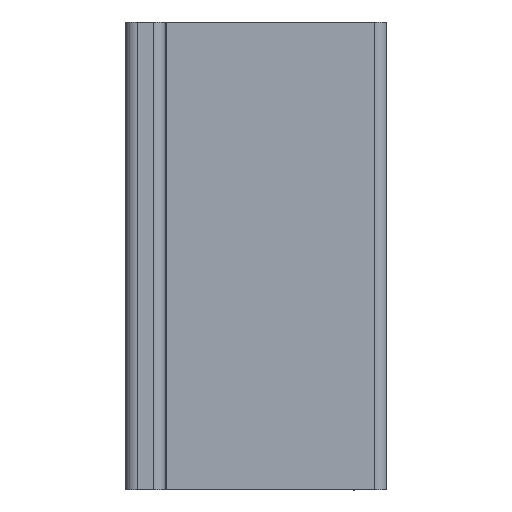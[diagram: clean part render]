
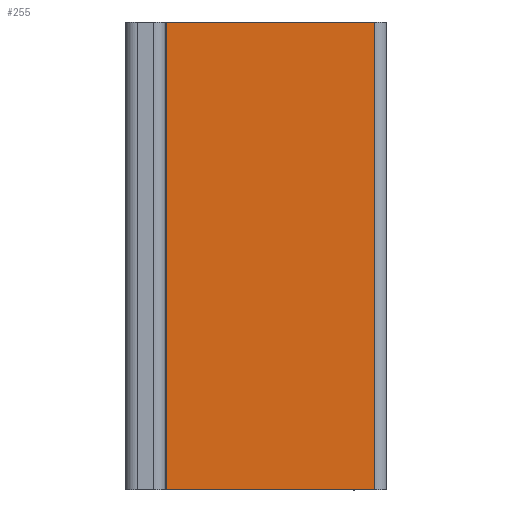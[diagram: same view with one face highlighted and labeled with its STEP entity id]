
A CAD part, top view. The second image highlights one B-rep face of the part: STEP entity #255.
In plain terms, the highlighted planar face has unit normal (0, 0, 1).
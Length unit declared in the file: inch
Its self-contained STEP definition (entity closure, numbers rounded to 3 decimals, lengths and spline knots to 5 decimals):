
#192=CARTESIAN_POINT('',(-0.98317,-0.06025,-0.8775));
#193=VERTEX_POINT('',#192);
#201=CARTESIAN_POINT('',(-0.98317,-6.06025,-0.8775));
#202=VERTEX_POINT('',#201);
#203=CARTESIAN_POINT('',(-0.98317,-3.06025,-0.8775));
#204=DIRECTION('',(0.,-1.,0.));
#205=VECTOR('',#204,1.);
#206=LINE('',#203,#205);
#207=EDGE_CURVE('',#193,#202,#206,.T.);
#225=CARTESIAN_POINT('',(-3.65817,-0.06025,-0.8775));
#226=VERTEX_POINT('',#225);
#227=CARTESIAN_POINT('',(-3.65817,-0.06025,-0.8775));
#228=DIRECTION('',(-1.,0.,0.));
#229=VECTOR('',#228,1.);
#230=LINE('',#227,#229);
#231=EDGE_CURVE('',#193,#226,#230,.T.);
#232=ORIENTED_EDGE('',*,*,#231,.T.);
#233=CARTESIAN_POINT('',(-3.65817,-6.06025,-0.8775));
#234=VERTEX_POINT('',#233);
#235=CARTESIAN_POINT('',(-3.65817,-3.06025,-0.8775));
#236=DIRECTION('',(0.,1.,0.));
#237=VECTOR('',#236,1.);
#238=LINE('',#235,#237);
#239=EDGE_CURVE('',#234,#226,#238,.T.);
#240=ORIENTED_EDGE('',*,*,#239,.F.);
#241=CARTESIAN_POINT('',(-3.65817,-6.06025,-0.8775));
#242=DIRECTION('',(1.,0.,0.));
#243=VECTOR('',#242,1.);
#244=LINE('',#241,#243);
#245=EDGE_CURVE('',#234,#202,#244,.T.);
#246=ORIENTED_EDGE('',*,*,#245,.T.);
#247=ORIENTED_EDGE('',*,*,#207,.F.);
#248=EDGE_LOOP('',(#232,#240,#246,#247));
#249=FACE_OUTER_BOUND('',#248,.T.);
#250=CARTESIAN_POINT('',(-2.32067,-3.06025,-0.8775));
#251=DIRECTION('',(0.,0.,1.));
#252=DIRECTION('',(1.,0.,0.));
#253=AXIS2_PLACEMENT_3D('',#250,#251,#252);
#254=PLANE('',#253);
#255=ADVANCED_FACE('',(#249),#254,.T.);
